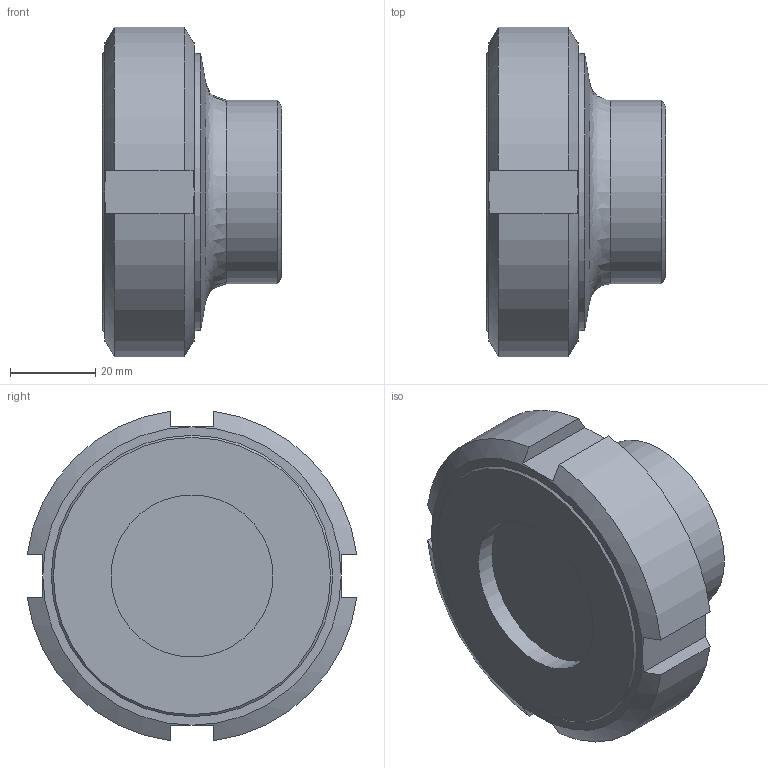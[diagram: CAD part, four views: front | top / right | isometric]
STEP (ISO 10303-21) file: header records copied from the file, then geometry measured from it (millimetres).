
FILE_DESCRIPTION((''),'2;1');
FILE_NAME('62100040X200.stp','2010-10-29T12:41:58',('Creator'),(''),'Autodesk Inventor 2010','Autodesk Inventor 2010','');
FILE_SCHEMA(('AUTOMOTIVE_DESIGN { 1 0 10303 214 1 1 1 1 }'));
Length unit declared in the file: millimetre
Products named in the file (1): 62100040X200
Bounding box: 42 x 77.36 x 77.36 mm (x, y, z)
Volume: 89462.7 mm3; surface area: 28387.1 mm2
Topology: 1 solids, 4 shells, 59 faces, 123 edges, 78 vertices
Faces by surface type: plane 26, cylinder 16, cone 14, torus 2, bspline 1
Full cylindrical faces by diameter (mm): 38 x2, 38.5 x1, 42 x1, 43 x1, 51.8 x1, 52 x1, 55 x1, 56 x1, 62 x1, 65 x1, 65.4 x1
Entity records: 1485 total; most frequent: CARTESIAN_POINT 338, DIRECTION 232, ORIENTED_EDGE 194, AXIS2_PLACEMENT_3D 108, EDGE_CURVE 97, EDGE_LOOP 92, VERTEX_POINT 73, FACE_OUTER_BOUND 59
